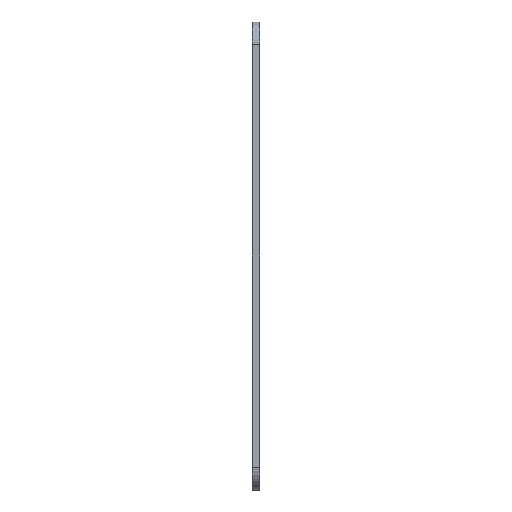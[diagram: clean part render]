
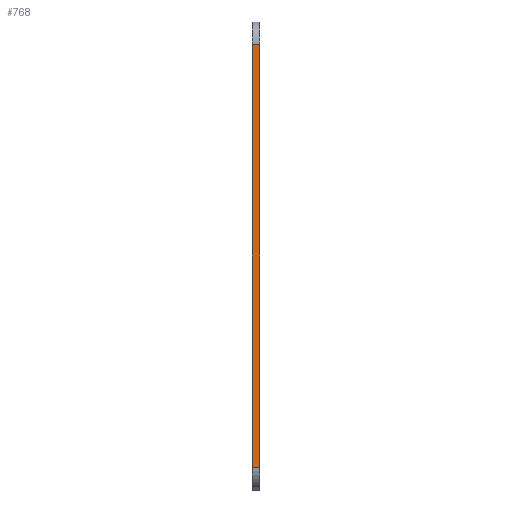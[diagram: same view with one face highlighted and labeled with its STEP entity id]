
A CAD part, left-side view. The second image highlights one B-rep face of the part: STEP entity #768.
In plain terms, the highlighted planar face has unit normal (-1, 0, 0).
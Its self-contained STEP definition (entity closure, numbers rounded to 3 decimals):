
#8 = ORIENTED_EDGE ( 'NONE', *, *, #252, .T. ) ;
#31 = LINE ( 'NONE', #211, #228 ) ;
#72 = EDGE_LOOP ( 'NONE', ( #171, #493, #546, #8 ) ) ;
#89 = DIRECTION ( 'NONE',  ( 0., 0., 1. ) ) ;
#130 = CARTESIAN_POINT ( 'NONE',  ( -170., 4., 111.5 ) ) ;
#151 = VECTOR ( 'NONE', #810, 1000. ) ;
#171 = ORIENTED_EDGE ( 'NONE', *, *, #522, .T. ) ;
#173 = CARTESIAN_POINT ( 'NONE',  ( -170., 4., -111.5 ) ) ;
#211 = CARTESIAN_POINT ( 'NONE',  ( -170., 0., 111.5 ) ) ;
#228 = VECTOR ( 'NONE', #89, 1000. ) ;
#252 = EDGE_CURVE ( 'NONE', #514, #652, #466, .T. ) ;
#254 = AXIS2_PLACEMENT_3D ( 'NONE', #130, #568, #510 ) ;
#267 = CARTESIAN_POINT ( 'NONE',  ( -170., 4., 111.5 ) ) ;
#268 = VECTOR ( 'NONE', #631, 1000. ) ;
#314 = LINE ( 'NONE', #625, #268 ) ;
#328 = EDGE_CURVE ( 'NONE', #471, #565, #314, .T. ) ;
#401 = CARTESIAN_POINT ( 'NONE',  ( -170., 4., 111.5 ) ) ;
#409 = CARTESIAN_POINT ( 'NONE',  ( -170., 0., -111.5 ) ) ;
#451 = CARTESIAN_POINT ( 'NONE',  ( -170., 0., 111.5 ) ) ;
#466 = LINE ( 'NONE', #173, #151 ) ;
#471 = VERTEX_POINT ( 'NONE', #401 ) ;
#493 = ORIENTED_EDGE ( 'NONE', *, *, #328, .F. ) ;
#510 = DIRECTION ( 'NONE',  ( 0., 0., -1. ) ) ;
#514 = VERTEX_POINT ( 'NONE', #662 ) ;
#522 = EDGE_CURVE ( 'NONE', #652, #565, #31, .T. ) ;
#546 = ORIENTED_EDGE ( 'NONE', *, *, #586, .F. ) ;
#565 = VERTEX_POINT ( 'NONE', #451 ) ;
#568 = DIRECTION ( 'NONE',  ( 1., 0., 0. ) ) ;
#571 = FACE_OUTER_BOUND ( 'NONE', #72, .T. ) ;
#586 = EDGE_CURVE ( 'NONE', #514, #471, #653, .T. ) ;
#621 = PLANE ( 'NONE',  #254 ) ;
#625 = CARTESIAN_POINT ( 'NONE',  ( -170., 4., 111.5 ) ) ;
#631 = DIRECTION ( 'NONE',  ( 0., -1., 0. ) ) ;
#652 = VERTEX_POINT ( 'NONE', #409 ) ;
#653 = LINE ( 'NONE', #267, #791 ) ;
#662 = CARTESIAN_POINT ( 'NONE',  ( -170., 4., -111.5 ) ) ;
#768 = ADVANCED_FACE ( 'NONE', ( #571 ), #621, .F. ) ;
#778 = DIRECTION ( 'NONE',  ( 0., 0., 1. ) ) ;
#791 = VECTOR ( 'NONE', #778, 1000. ) ;
#810 = DIRECTION ( 'NONE',  ( 0., -1., 0. ) ) ;
